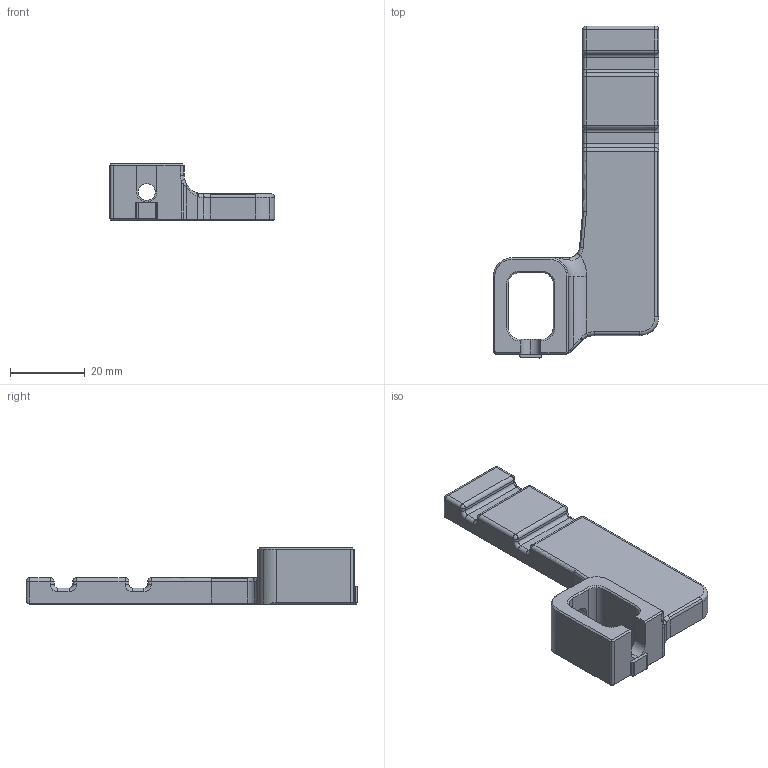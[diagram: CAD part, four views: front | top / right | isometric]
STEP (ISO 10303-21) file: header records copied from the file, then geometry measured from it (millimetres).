
FILE_DESCRIPTION (( 'STEP AP214' ), '1' );
FILE_NAME ('Z Chain 3 Hole Lower Mount_EXTENDED.STEP', '2022-02-16T20:21:50', ( '' ), ( '' ), 'SwSTEP 2.0', 'SolidWorks 2020', '' );
FILE_SCHEMA (( 'AUTOMOTIVE_DESIGN' ));
Length unit declared in the file: millimetre
Products named in the file (1): Z Chain 3 Hole Lower Mount_EXTENDED
Bounding box: 44.22 x 88.8 x 15 mm (x, y, z)
Volume: 15914.9 mm3; surface area: 7624.6 mm2
Topology: 1 solids, 1 shells, 211 faces, 504 edges, 291 vertices
Faces by surface type: cylinder 80, plane 61, cone 38, torus 13, sphere 10, bspline 9
Entity records: 6409 total; most frequent: CARTESIAN_POINT 1576, DIRECTION 1028, ORIENTED_EDGE 996, EDGE_CURVE 498, AXIS2_PLACEMENT_3D 383, VERTEX_POINT 291, VECTOR 262, LINE 262
